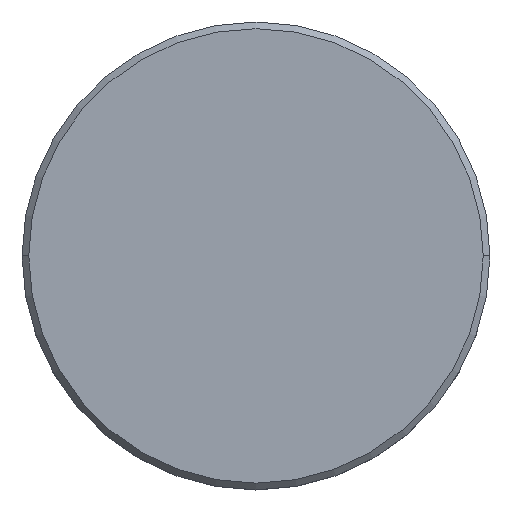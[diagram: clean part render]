
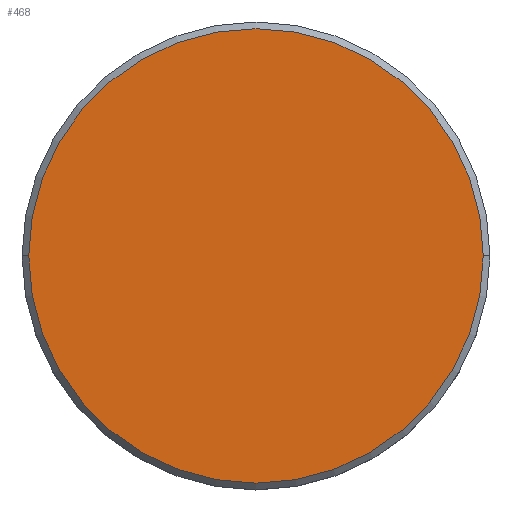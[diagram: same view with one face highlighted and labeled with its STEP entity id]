
A CAD part, top view. The second image highlights one B-rep face of the part: STEP entity #468.
In plain terms, the highlighted planar face has unit normal (0, 0, 1).
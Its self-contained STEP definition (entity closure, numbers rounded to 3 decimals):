
#7 = ORIENTED_EDGE ( 'NONE', *, *, #349, .T. ) ;
#28 = AXIS2_PLACEMENT_3D ( 'NONE', #338, #605, #979 ) ;
#90 = CARTESIAN_POINT ( 'NONE',  ( 0., 0., 0. ) ) ;
#105 = CIRCLE ( 'NONE', #769, 17. ) ;
#338 = CARTESIAN_POINT ( 'NONE',  ( 0., 0., 0. ) ) ;
#349 = EDGE_CURVE ( 'NONE', #882, #883, #908, .T. ) ;
#468 = ADVANCED_FACE ( 'NONE', ( #730 ), #1169, .T. ) ;
#536 = CARTESIAN_POINT ( 'NONE',  ( 0., 0., 0. ) ) ;
#556 = CARTESIAN_POINT ( 'NONE',  ( -17., 0., 0. ) ) ;
#605 = DIRECTION ( 'NONE',  ( 0., 0., 1. ) ) ;
#652 = DIRECTION ( 'NONE',  ( 0., 0., 1. ) ) ;
#669 = CARTESIAN_POINT ( 'NONE',  ( 17., 0., 0. ) ) ;
#730 = FACE_OUTER_BOUND ( 'NONE', #942, .T. ) ;
#769 = AXIS2_PLACEMENT_3D ( 'NONE', #90, #652, #1115 ) ;
#865 = ORIENTED_EDGE ( 'NONE', *, *, #1087, .T. ) ;
#882 = VERTEX_POINT ( 'NONE', #669 ) ;
#883 = VERTEX_POINT ( 'NONE', #556 ) ;
#906 = DIRECTION ( 'NONE',  ( 1., 0., 0. ) ) ;
#908 = CIRCLE ( 'NONE', #28, 17. ) ;
#942 = EDGE_LOOP ( 'NONE', ( #865, #7 ) ) ;
#979 = DIRECTION ( 'NONE',  ( 1., 0., 0. ) ) ;
#1022 = AXIS2_PLACEMENT_3D ( 'NONE', #536, #1091, #906 ) ;
#1087 = EDGE_CURVE ( 'NONE', #883, #882, #105, .T. ) ;
#1091 = DIRECTION ( 'NONE',  ( 0., 0., 1. ) ) ;
#1115 = DIRECTION ( 'NONE',  ( 1., 0., 0. ) ) ;
#1169 = PLANE ( 'NONE',  #1022 ) ;
